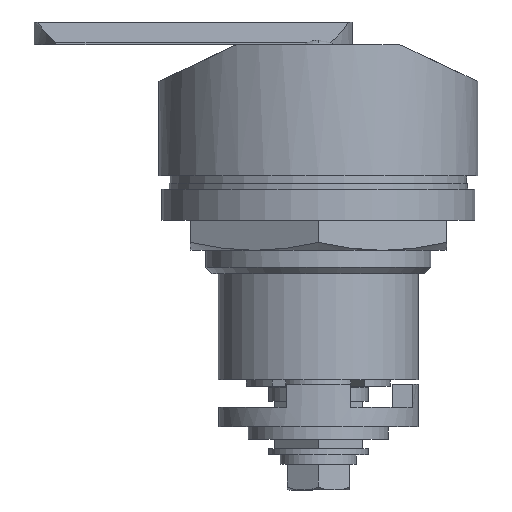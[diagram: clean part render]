
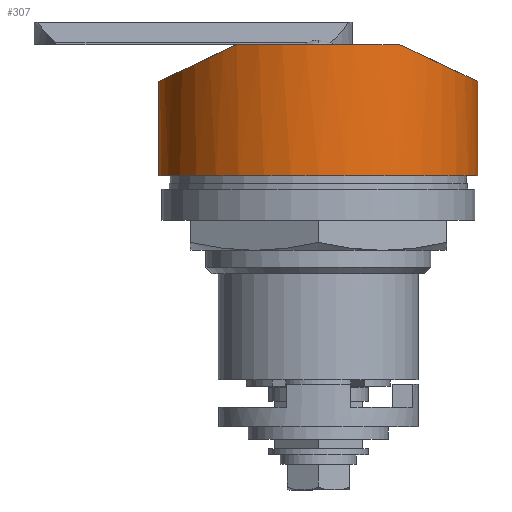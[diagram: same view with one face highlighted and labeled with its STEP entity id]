
A CAD part, front view. The second image highlights one B-rep face of the part: STEP entity #307.
In plain terms, the highlighted cylindrical face has radius 25.5 mm (diameter 51 mm), a partial arc.
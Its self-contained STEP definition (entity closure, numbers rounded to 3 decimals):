
#133 = VERTEX_POINT ( 'NONE', #2178 ) ;
#135 = EDGE_CURVE ( 'NONE', #151, #133, #2177, .T. ) ;
#151 = VERTEX_POINT ( 'NONE', #2197 ) ;
#152 = VERTEX_POINT ( 'NONE', #2196 ) ;
#154 = EDGE_CURVE ( 'NONE', #152, #155, #2195, .T. ) ;
#155 = VERTEX_POINT ( 'NONE', #2191 ) ;
#248 = VERTEX_POINT ( 'NONE', #2333 ) ;
#250 = EDGE_CURVE ( 'NONE', #248, #322, #2332, .T. ) ;
#307 = ADVANCED_FACE ( 'NONE', ( #2428 ), #2427, .T. ) ;
#308 = EDGE_LOOP ( 'NONE', ( #309, #310, #312, #313, #315, #316 ) ) ;
#309 = ORIENTED_EDGE ( 'NONE', *, *, #154, .F. ) ;
#310 = ORIENTED_EDGE ( 'NONE', *, *, #311, .T. ) ;
#311 = EDGE_CURVE ( 'NONE', #152, #151, #2475, .T. ) ;
#312 = ORIENTED_EDGE ( 'NONE', *, *, #135, .T. ) ;
#313 = ORIENTED_EDGE ( 'NONE', *, *, #314, .T. ) ;
#314 = EDGE_CURVE ( 'NONE', #133, #322, #2468, .T. ) ;
#315 = ORIENTED_EDGE ( 'NONE', *, *, #250, .F. ) ;
#316 = ORIENTED_EDGE ( 'NONE', *, *, #317, .F. ) ;
#317 = EDGE_CURVE ( 'NONE', #155, #248, #2461, .T. ) ;
#322 = VERTEX_POINT ( 'NONE', #2494 ) ;
#2174 = DIRECTION ( 'NONE',  ( 0., 0., 1. ) ) ;
#2175 = VECTOR ( 'NONE', #2174, 1000. ) ;
#2176 = CARTESIAN_POINT ( 'NONE',  ( 25.5, 0., 23.1 ) ) ;
#2177 = LINE ( 'NONE', #2176, #2175 ) ;
#2178 = CARTESIAN_POINT ( 'NONE',  ( 25.5, 0., 17.2 ) ) ;
#2191 = CARTESIAN_POINT ( 'NONE',  ( -25.5, 0., 17.2 ) ) ;
#2192 = DIRECTION ( 'NONE',  ( 0., 0., 1. ) ) ;
#2193 = VECTOR ( 'NONE', #2192, 1000. ) ;
#2194 = CARTESIAN_POINT ( 'NONE',  ( -25.5, 0., 23.1 ) ) ;
#2195 = LINE ( 'NONE', #2194, #2193 ) ;
#2196 = CARTESIAN_POINT ( 'NONE',  ( -25.5, 0., 2.1 ) ) ;
#2197 = CARTESIAN_POINT ( 'NONE',  ( 25.5, 0., 2.1 ) ) ;
#2328 = DIRECTION ( 'NONE',  ( 1., 0., 0. ) ) ;
#2329 = DIRECTION ( 'NONE',  ( 0., 0., 1. ) ) ;
#2330 = CARTESIAN_POINT ( 'NONE',  ( 0., 0., 23.1 ) ) ;
#2331 = AXIS2_PLACEMENT_3D ( 'NONE', #2330, #2329, #2328 ) ;
#2332 = CIRCLE ( 'NONE', #2331, 25.5 ) ;
#2333 = CARTESIAN_POINT ( 'NONE',  ( -13., -21.937, 23.1 ) ) ;
#2425 = CARTESIAN_POINT ( 'NONE',  ( 0., 0., 23.1 ) ) ;
#2426 = AXIS2_PLACEMENT_3D ( 'NONE', #2425, #2474, #2473 ) ;
#2427 = CYLINDRICAL_SURFACE ( 'NONE', #2426, 25.5 ) ;
#2428 = FACE_OUTER_BOUND ( 'NONE', #308, .T. ) ;
#2461 =( BOUNDED_CURVE ( )  B_SPLINE_CURVE ( 3, ( #2507, #2506, #2505, #2504 ),
 .UNSPECIFIED., .F., .T. ) 
 B_SPLINE_CURVE_WITH_KNOTS ( ( 4, 4 ),
 ( 3.142, 4.177 ),
 .UNSPECIFIED. ) 
 CURVE ( )  GEOMETRIC_REPRESENTATION_ITEM ( )  RATIONAL_B_SPLINE_CURVE ( ( 1., 0.913, 0.913, 1. ) ) 
 REPRESENTATION_ITEM ( '' )  );
#2464 = CARTESIAN_POINT ( 'NONE',  ( 13., -21.937, 23.1 ) ) ;
#2465 = CARTESIAN_POINT ( 'NONE',  ( 20.934, -17.236, 19.355 ) ) ;
#2466 = CARTESIAN_POINT ( 'NONE',  ( 25.5, -9.223, 17.2 ) ) ;
#2467 = CARTESIAN_POINT ( 'NONE',  ( 25.5, 0., 17.2 ) ) ;
#2468 =( BOUNDED_CURVE ( )  B_SPLINE_CURVE ( 3, ( #2467, #2466, #2465, #2464 ),
 .UNSPECIFIED., .F., .T. ) 
 B_SPLINE_CURVE_WITH_KNOTS ( ( 4, 4 ),
 ( 3.142, 4.177 ),
 .UNSPECIFIED. ) 
 CURVE ( )  GEOMETRIC_REPRESENTATION_ITEM ( )  RATIONAL_B_SPLINE_CURVE ( ( 1., 0.913, 0.913, 1. ) ) 
 REPRESENTATION_ITEM ( '' )  );
#2469 = DIRECTION ( 'NONE',  ( 1., 0., 0. ) ) ;
#2470 = DIRECTION ( 'NONE',  ( 0., 0., 1. ) ) ;
#2471 = CARTESIAN_POINT ( 'NONE',  ( 0., 0., 2.1 ) ) ;
#2472 = AXIS2_PLACEMENT_3D ( 'NONE', #2471, #2470, #2469 ) ;
#2473 = DIRECTION ( 'NONE',  ( 1., 0., 0. ) ) ;
#2474 = DIRECTION ( 'NONE',  ( 0., 0., 1. ) ) ;
#2475 = CIRCLE ( 'NONE', #2472, 25.5 ) ;
#2494 = CARTESIAN_POINT ( 'NONE',  ( 13., -21.937, 23.1 ) ) ;
#2504 = CARTESIAN_POINT ( 'NONE',  ( -13., -21.937, 23.1 ) ) ;
#2505 = CARTESIAN_POINT ( 'NONE',  ( -20.934, -17.236, 19.355 ) ) ;
#2506 = CARTESIAN_POINT ( 'NONE',  ( -25.5, -9.223, 17.2 ) ) ;
#2507 = CARTESIAN_POINT ( 'NONE',  ( -25.5, 0., 17.2 ) ) ;
